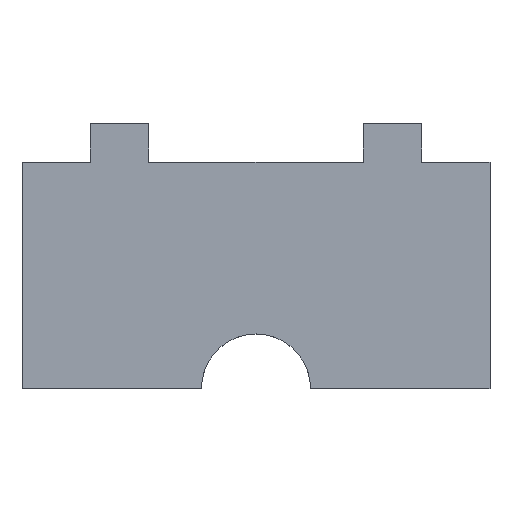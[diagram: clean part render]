
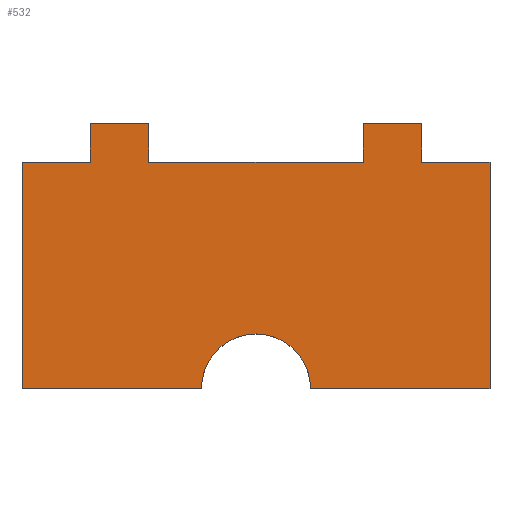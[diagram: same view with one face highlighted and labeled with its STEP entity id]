
A CAD part, top view. The second image highlights one B-rep face of the part: STEP entity #532.
In plain terms, the highlighted planar face has unit normal (0, 0, 1).
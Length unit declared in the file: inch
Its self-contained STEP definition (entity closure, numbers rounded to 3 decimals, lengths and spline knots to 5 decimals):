
#72=CARTESIAN_POINT('',(0.7,5.6,0.));
#73=VERTEX_POINT('',#72);
#88=CARTESIAN_POINT('',(3.,5.6,0.));
#89=VERTEX_POINT('',#88);
#96=CARTESIAN_POINT('',(0.7,5.6,0.));
#97=DIRECTION('',(1.,0.,-0.));
#98=VECTOR('',#97,2.3);
#99=LINE('',#96,#98);
#100=EDGE_CURVE('',#73,#89,#99,.T.);
#110=CARTESIAN_POINT('',(-3.,8.5,0.));
#111=VERTEX_POINT('',#110);
#112=CARTESIAN_POINT('',(-3.,5.6,0.));
#113=VERTEX_POINT('',#112);
#114=CARTESIAN_POINT('',(-3.,8.5,0.));
#115=DIRECTION('',(0.,-1.,0.));
#116=VECTOR('',#115,2.9);
#117=LINE('',#114,#116);
#118=EDGE_CURVE('',#111,#113,#117,.T.);
#150=CARTESIAN_POINT('',(-2.125,8.5,0.));
#151=VERTEX_POINT('',#150);
#152=CARTESIAN_POINT('',(-2.125,8.5,0.));
#153=DIRECTION('',(-1.,0.,0.));
#154=VECTOR('',#153,0.875);
#155=LINE('',#152,#154);
#156=EDGE_CURVE('',#151,#111,#155,.T.);
#181=CARTESIAN_POINT('',(-2.125,9.,0.));
#182=VERTEX_POINT('',#181);
#183=CARTESIAN_POINT('',(-2.125,9.,0.));
#184=DIRECTION('',(0.,-1.,0.));
#185=VECTOR('',#184,0.5);
#186=LINE('',#183,#185);
#187=EDGE_CURVE('',#182,#151,#186,.T.);
#212=CARTESIAN_POINT('',(-1.375,9.,0.));
#213=VERTEX_POINT('',#212);
#214=CARTESIAN_POINT('',(-1.375,9.,0.));
#215=DIRECTION('',(-1.,0.,0.));
#216=VECTOR('',#215,0.75);
#217=LINE('',#214,#216);
#218=EDGE_CURVE('',#213,#182,#217,.T.);
#243=CARTESIAN_POINT('',(-1.375,8.5,0.));
#244=VERTEX_POINT('',#243);
#245=CARTESIAN_POINT('',(-1.375,8.5,0.));
#246=DIRECTION('',(0.,1.,0.));
#247=VECTOR('',#246,0.5);
#248=LINE('',#245,#247);
#249=EDGE_CURVE('',#244,#213,#248,.T.);
#274=CARTESIAN_POINT('',(1.375,8.5,0.));
#275=VERTEX_POINT('',#274);
#276=CARTESIAN_POINT('',(1.375,8.5,0.));
#277=DIRECTION('',(-1.,0.,0.));
#278=VECTOR('',#277,2.75);
#279=LINE('',#276,#278);
#280=EDGE_CURVE('',#275,#244,#279,.T.);
#305=CARTESIAN_POINT('',(1.375,9.,0.));
#306=VERTEX_POINT('',#305);
#307=CARTESIAN_POINT('',(1.375,9.,0.));
#308=DIRECTION('',(0.,-1.,0.));
#309=VECTOR('',#308,0.5);
#310=LINE('',#307,#309);
#311=EDGE_CURVE('',#306,#275,#310,.T.);
#336=CARTESIAN_POINT('',(2.125,9.,0.));
#337=VERTEX_POINT('',#336);
#338=CARTESIAN_POINT('',(2.125,9.,0.));
#339=DIRECTION('',(-1.,0.,0.));
#340=VECTOR('',#339,0.75);
#341=LINE('',#338,#340);
#342=EDGE_CURVE('',#337,#306,#341,.T.);
#367=CARTESIAN_POINT('',(2.125,8.5,0.));
#368=VERTEX_POINT('',#367);
#369=CARTESIAN_POINT('',(2.125,8.5,0.));
#370=DIRECTION('',(0.,1.,0.));
#371=VECTOR('',#370,0.5);
#372=LINE('',#369,#371);
#373=EDGE_CURVE('',#368,#337,#372,.T.);
#398=CARTESIAN_POINT('',(3.,8.5,0.));
#399=VERTEX_POINT('',#398);
#400=CARTESIAN_POINT('',(3.,8.5,0.));
#401=DIRECTION('',(-1.,0.,0.));
#402=VECTOR('',#401,0.875);
#403=LINE('',#400,#402);
#404=EDGE_CURVE('',#399,#368,#403,.T.);
#429=CARTESIAN_POINT('',(3.,5.6,0.));
#430=DIRECTION('',(0.,1.,0.));
#431=VECTOR('',#430,2.9);
#432=LINE('',#429,#431);
#433=EDGE_CURVE('',#89,#399,#432,.T.);
#451=CARTESIAN_POINT('',(-0.7,5.6,0.));
#452=VERTEX_POINT('',#451);
#461=CARTESIAN_POINT('',(-3.,5.6,0.));
#462=DIRECTION('',(1.,0.,-0.));
#463=VECTOR('',#462,2.3);
#464=LINE('',#461,#463);
#465=EDGE_CURVE('',#113,#452,#464,.T.);
#505=CARTESIAN_POINT('',(-3.,5.6,0.));
#506=DIRECTION('',(0.,0.,1.));
#507=DIRECTION('',(1.,0.,0.));
#508=AXIS2_PLACEMENT_3D('',#505,#506,#507);
#509=PLANE('',#508);
#510=CARTESIAN_POINT('',(0.,5.6,0.));
#511=DIRECTION('',(0.,0.,1.));
#512=DIRECTION('',(1.,0.,-0.));
#513=AXIS2_PLACEMENT_3D('',#510,#511,#512);
#514=CIRCLE('',#513,0.7);
#515=EDGE_CURVE('',#73,#452,#514,.T.);
#516=ORIENTED_EDGE('',*,*,#515,.F.);
#517=ORIENTED_EDGE('',*,*,#100,.T.);
#518=ORIENTED_EDGE('',*,*,#433,.T.);
#519=ORIENTED_EDGE('',*,*,#404,.T.);
#520=ORIENTED_EDGE('',*,*,#373,.T.);
#521=ORIENTED_EDGE('',*,*,#342,.T.);
#522=ORIENTED_EDGE('',*,*,#311,.T.);
#523=ORIENTED_EDGE('',*,*,#280,.T.);
#524=ORIENTED_EDGE('',*,*,#249,.T.);
#525=ORIENTED_EDGE('',*,*,#218,.T.);
#526=ORIENTED_EDGE('',*,*,#187,.T.);
#527=ORIENTED_EDGE('',*,*,#156,.T.);
#528=ORIENTED_EDGE('',*,*,#118,.T.);
#529=ORIENTED_EDGE('',*,*,#465,.T.);
#530=EDGE_LOOP('',(#516,#517,#518,#519,#520,#521,#522,#523,#524,#525,#526,#527,#528,#529));
#531=FACE_BOUND('',#530,.T.);
#532=ADVANCED_FACE('',(#531),#509,.T.);
